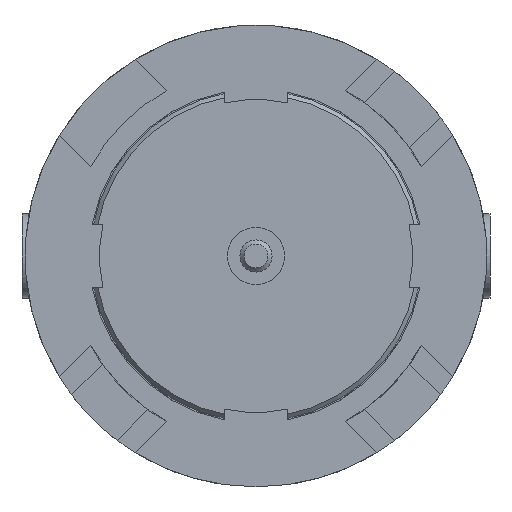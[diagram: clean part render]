
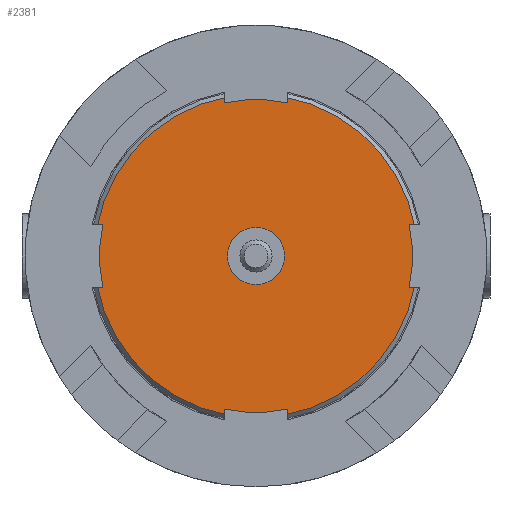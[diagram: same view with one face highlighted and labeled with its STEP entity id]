
A CAD part, front view. The second image highlights one B-rep face of the part: STEP entity #2381.
In plain terms, the highlighted planar face has unit normal (0, -1, 0).
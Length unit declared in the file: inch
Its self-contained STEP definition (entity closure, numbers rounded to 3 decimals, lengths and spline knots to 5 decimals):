
#103 = CARTESIAN_POINT ( 'NONE',  ( 0., 0.01575, -0.02657 ) ) ;
#115 = CARTESIAN_POINT ( 'NONE',  ( 0., 0.01575, 0. ) ) ;
#145 = FACE_OUTER_BOUND ( 'NONE', #3171, .T. ) ;
#407 = CARTESIAN_POINT ( 'NONE',  ( 0., 0.01575, -0.15039 ) ) ;
#442 = PLANE ( 'NONE',  #3601 ) ;
#459 = DIRECTION ( 'NONE',  ( 0., 0., -1. ) ) ;
#469 = ORIENTED_EDGE ( 'NONE', *, *, #2713, .F. ) ;
#594 = EDGE_CURVE ( 'NONE', #3436, #3436, #1031, .T. ) ;
#765 = CIRCLE ( 'NONE', #2114, 0.02657 ) ;
#1031 = CIRCLE ( 'NONE', #1502, 0.15039 ) ;
#1079 = DIRECTION ( 'NONE',  ( 0., -1., 0. ) ) ;
#1248 = DIRECTION ( 'NONE',  ( 0., 0., -1. ) ) ;
#1281 = CARTESIAN_POINT ( 'NONE',  ( 0.02657, 0.01575, 0. ) ) ;
#1502 = AXIS2_PLACEMENT_3D ( 'NONE', #115, #2955, #1248 ) ;
#1657 = DIRECTION ( 'NONE',  ( 0., 0., -1. ) ) ;
#2114 = AXIS2_PLACEMENT_3D ( 'NONE', #3300, #1079, #1657 ) ;
#2381 = ADVANCED_FACE ( 'NONE', ( #2965, #145 ), #442, .T. ) ;
#2614 = VERTEX_POINT ( 'NONE', #103 ) ;
#2713 = EDGE_CURVE ( 'NONE', #2614, #2614, #765, .T. ) ;
#2819 = ORIENTED_EDGE ( 'NONE', *, *, #594, .T. ) ;
#2955 = DIRECTION ( 'NONE',  ( 0., -1., 0. ) ) ;
#2965 = FACE_BOUND ( 'NONE', #3468, .T. ) ;
#3171 = EDGE_LOOP ( 'NONE', ( #2819 ) ) ;
#3300 = CARTESIAN_POINT ( 'NONE',  ( 0., 0.01575, 0. ) ) ;
#3436 = VERTEX_POINT ( 'NONE', #407 ) ;
#3468 = EDGE_LOOP ( 'NONE', ( #469 ) ) ;
#3491 = DIRECTION ( 'NONE',  ( 0., -1., 0. ) ) ;
#3601 = AXIS2_PLACEMENT_3D ( 'NONE', #1281, #3491, #459 ) ;
